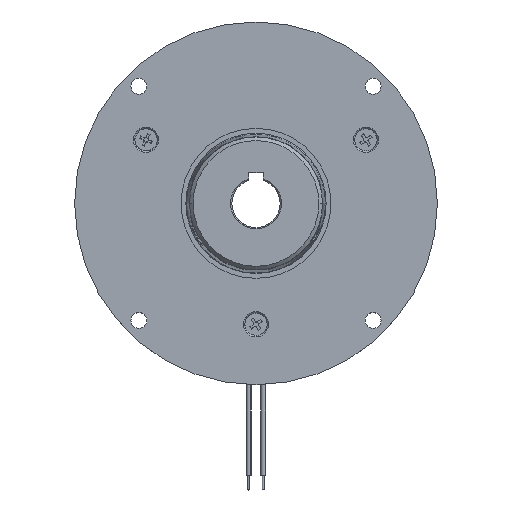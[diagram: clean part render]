
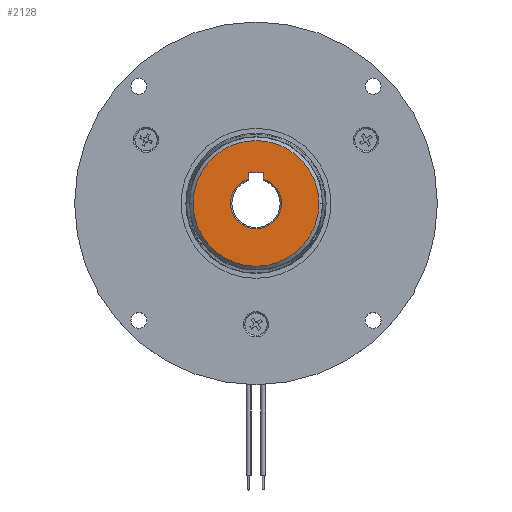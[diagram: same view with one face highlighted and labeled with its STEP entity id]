
A CAD part, top view. The second image highlights one B-rep face of the part: STEP entity #2128.
In plain terms, the highlighted face is planar.
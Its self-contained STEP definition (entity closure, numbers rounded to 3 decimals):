
#525 = VERTEX_POINT ( 'NONE', #4163 ) ;
#679 = LINE ( 'NONE', #821, #18825 ) ;
#821 = CARTESIAN_POINT ( 'NONE',  ( -3., 12.8, -30. ) ) ;
#1954 = EDGE_CURVE ( 'NONE', #17779, #7147, #6044, .T. ) ;
#2028 = EDGE_CURVE ( 'NONE', #12972, #17779, #8327, .T. ) ;
#2041 = EDGE_CURVE ( 'NONE', #7147, #6541, #6593, .T. ) ;
#2128 = ADVANCED_FACE ( 'NONE', ( #21662, #11674 ), #26493, .F. ) ;
#2347 = ORIENTED_EDGE ( 'NONE', *, *, #2028, .T. ) ;
#2652 = ORIENTED_EDGE ( 'NONE', *, *, #23891, .T. ) ;
#3003 = CARTESIAN_POINT ( 'NONE',  ( 0., 0., -30. ) ) ;
#3123 = ORIENTED_EDGE ( 'NONE', *, *, #1954, .T. ) ;
#3575 = AXIS2_PLACEMENT_3D ( 'NONE', #14529, #14778, #16974 ) ;
#4163 = CARTESIAN_POINT ( 'NONE',  ( -26., 0., -30. ) ) ;
#4898 = CIRCLE ( 'NONE', #3575, 10.5 ) ;
#5039 = ORIENTED_EDGE ( 'NONE', *, *, #2041, .T. ) ;
#5278 = CARTESIAN_POINT ( 'NONE',  ( -3., 10.062, -30. ) ) ;
#5706 = AXIS2_PLACEMENT_3D ( 'NONE', #11807, #7411, #17961 ) ;
#6044 = LINE ( 'NONE', #14690, #22355 ) ;
#6541 = VERTEX_POINT ( 'NONE', #26365 ) ;
#6593 = LINE ( 'NONE', #14972, #14032 ) ;
#7000 = DIRECTION ( 'NONE',  ( -1., 0., 0. ) ) ;
#7147 = VERTEX_POINT ( 'NONE', #18211 ) ;
#7411 = DIRECTION ( 'NONE',  ( 0., 0., 1. ) ) ;
#7504 = DIRECTION ( 'NONE',  ( 1., 0., 0. ) ) ;
#8327 = CIRCLE ( 'NONE', #21022, 10.5 ) ;
#8924 = DIRECTION ( 'NONE',  ( 0., 0., 1. ) ) ;
#10455 = CARTESIAN_POINT ( 'NONE',  ( 0., 0., -30. ) ) ;
#10669 = EDGE_CURVE ( 'NONE', #525, #12699, #20226, .T. ) ;
#11110 = CARTESIAN_POINT ( 'NONE',  ( 10.5, 0., -30. ) ) ;
#11121 = EDGE_CURVE ( 'NONE', #17811, #25861, #4898, .T. ) ;
#11674 = FACE_BOUND ( 'NONE', #22954, .T. ) ;
#11807 = CARTESIAN_POINT ( 'NONE',  ( 0., 10., -30. ) ) ;
#12150 = AXIS2_PLACEMENT_3D ( 'NONE', #22047, #15602, #7504 ) ;
#12699 = VERTEX_POINT ( 'NONE', #14213 ) ;
#12785 = DIRECTION ( 'NONE',  ( 1., 0., 0. ) ) ;
#12972 = VERTEX_POINT ( 'NONE', #11110 ) ;
#13367 = EDGE_CURVE ( 'NONE', #12699, #525, #23964, .T. ) ;
#13797 = CARTESIAN_POINT ( 'NONE',  ( 3., 10.062, -30. ) ) ;
#14032 = VECTOR ( 'NONE', #7000, 1000. ) ;
#14213 = CARTESIAN_POINT ( 'NONE',  ( 26., 0., -30. ) ) ;
#14529 = CARTESIAN_POINT ( 'NONE',  ( 0., 0., -30. ) ) ;
#14690 = CARTESIAN_POINT ( 'NONE',  ( 3., 12.8, -30. ) ) ;
#14778 = DIRECTION ( 'NONE',  ( 0., 0., 1. ) ) ;
#14823 = CARTESIAN_POINT ( 'NONE',  ( 0., 0., -30. ) ) ;
#14972 = CARTESIAN_POINT ( 'NONE',  ( 3., 12.8, -30. ) ) ;
#15602 = DIRECTION ( 'NONE',  ( 0., 0., -1. ) ) ;
#15817 = AXIS2_PLACEMENT_3D ( 'NONE', #10455, #27198, #12785 ) ;
#16599 = EDGE_LOOP ( 'NONE', ( #25828, #19155 ) ) ;
#16974 = DIRECTION ( 'NONE',  ( 1., 0., 0. ) ) ;
#17779 = VERTEX_POINT ( 'NONE', #13797 ) ;
#17811 = VERTEX_POINT ( 'NONE', #5278 ) ;
#17961 = DIRECTION ( 'NONE',  ( 1., 0., 0. ) ) ;
#18034 = AXIS2_PLACEMENT_3D ( 'NONE', #3003, #22112, #21837 ) ;
#18211 = CARTESIAN_POINT ( 'NONE',  ( 3., 12.8, -30. ) ) ;
#18825 = VECTOR ( 'NONE', #25874, 1000. ) ;
#19068 = DIRECTION ( 'NONE',  ( 1., 0., 0. ) ) ;
#19155 = ORIENTED_EDGE ( 'NONE', *, *, #10669, .T. ) ;
#19211 = ORIENTED_EDGE ( 'NONE', *, *, #23540, .T. ) ;
#20226 = CIRCLE ( 'NONE', #18034, 26. ) ;
#20596 = DIRECTION ( 'NONE',  ( 0., 1., 0. ) ) ;
#21022 = AXIS2_PLACEMENT_3D ( 'NONE', #14823, #8924, #19068 ) ;
#21662 = FACE_OUTER_BOUND ( 'NONE', #16599, .T. ) ;
#21837 = DIRECTION ( 'NONE',  ( 1., 0., 0. ) ) ;
#22047 = CARTESIAN_POINT ( 'NONE',  ( 0., 0., -30. ) ) ;
#22112 = DIRECTION ( 'NONE',  ( 0., 0., -1. ) ) ;
#22355 = VECTOR ( 'NONE', #20596, 1000. ) ;
#22954 = EDGE_LOOP ( 'NONE', ( #19211, #26499, #2652, #2347, #3123, #5039 ) ) ;
#23156 = CARTESIAN_POINT ( 'NONE',  ( -10.5, 0., -30. ) ) ;
#23540 = EDGE_CURVE ( 'NONE', #6541, #17811, #679, .T. ) ;
#23891 = EDGE_CURVE ( 'NONE', #25861, #12972, #25869, .T. ) ;
#23964 = CIRCLE ( 'NONE', #12150, 26. ) ;
#25828 = ORIENTED_EDGE ( 'NONE', *, *, #13367, .T. ) ;
#25861 = VERTEX_POINT ( 'NONE', #23156 ) ;
#25869 = CIRCLE ( 'NONE', #15817, 10.5 ) ;
#25874 = DIRECTION ( 'NONE',  ( 0., -1., 0. ) ) ;
#26365 = CARTESIAN_POINT ( 'NONE',  ( -3., 12.8, -30. ) ) ;
#26493 = PLANE ( 'NONE',  #5706 ) ;
#26499 = ORIENTED_EDGE ( 'NONE', *, *, #11121, .T. ) ;
#27198 = DIRECTION ( 'NONE',  ( 0., 0., 1. ) ) ;
